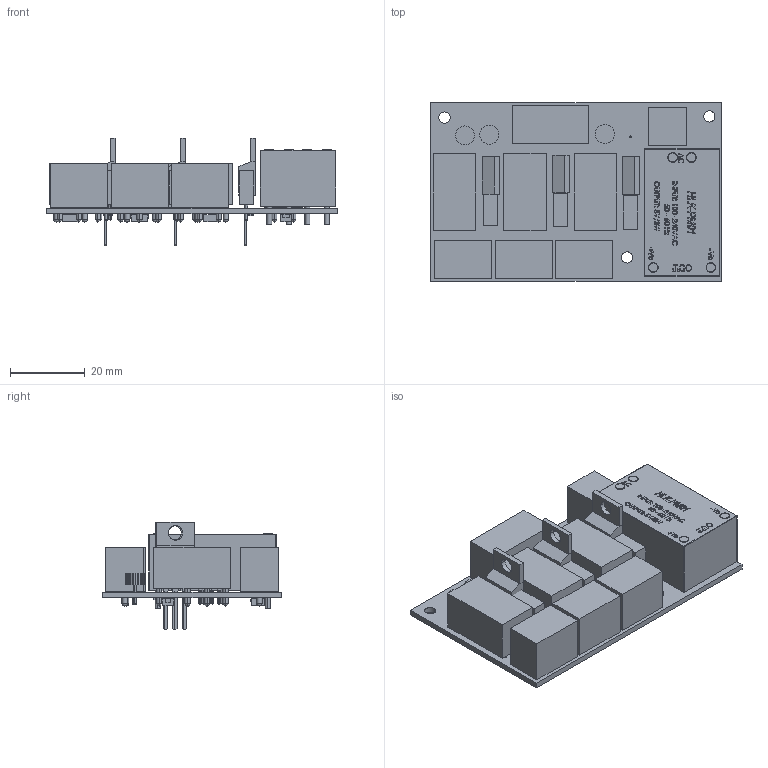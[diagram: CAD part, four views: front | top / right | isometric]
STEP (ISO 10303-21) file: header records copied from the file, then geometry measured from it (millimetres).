
FILE_DESCRIPTION(('PCB Model'),'2;1');
FILE_NAME('NivelBoard.STEP','2021-06-21T14:05:22',( 'USUARIO'),('Unspecified'),'Open CASCADE STEP processor 6.8', 'Proteus','Unknown');
FILE_SCHEMA(('AUTOMOTIVE_DESIGN { 1 0 10303 214 1 1 1 1 }'));
Length unit declared in the file: millimetre
Products named in the file (79): Open CASCADE STEP translator 6.8 1; Layer_1; J1; Open CASCADE STEP translator 6.8 1.2.1; Body_1; Pin_1; Pin_2; Pin_3; Pin_4; LOW; Open CASCADE STEP translator 6.8 1.3.1; J3; Open CASCADE STEP translator 6.8 1.4.1; HIGH; MIDDLE; Q2; Open CASCADE STEP translator 6.8 1.7.1; RL1; Open CASCADE STEP translator 6.8 1.8.1; Pin_5; Pin_6; Pin_7; Pin_8; R2; Open CASCADE STEP translator 6.8 1.9.1; RV1; Open CASCADE STEP translator 6.8 1.10.1; PW1; Open CASCADE STEP translator 6.8 1.11.1; C1; Open CASCADE STEP translator 6.8 1.12.1; RL2; Q1; Open CASCADE STEP translator 6.8 1.14.1; D3; Open CASCADE STEP translator 6.8 1.15.1; R3; RV2; RL5; RV3 ...
Assembly tree (92 placements, depth 4):
  Open CASCADE STEP translator 6.8 1
    Layer_1
    J1
      Open CASCADE STEP translator 6.8 1.2.1
        Body_1
        Pin_1
        Pin_2
        Pin_3
        Pin_4
    LOW
      Open CASCADE STEP translator 6.8 1.3.1
        Body_1
        Pin_1
        Pin_2
        Pin_3
    J3
      Open CASCADE STEP translator 6.8 1.4.1
        Body_1
        Pin_1
        Pin_2
    HIGH
      Open CASCADE STEP translator 6.8 1.3.1
        Body_1
        Pin_1
        Pin_2
        Pin_3
    MIDDLE
      Open CASCADE STEP translator 6.8 1.3.1
        Body_1
        Pin_1
        Pin_2
        Pin_3
    Q2
      Open CASCADE STEP translator 6.8 1.7.1
        Body_1
    RL1
      Open CASCADE STEP translator 6.8 1.8.1
        Body_1
        Pin_1
        Pin_2
        Pin_3
        Pin_4
        Pin_5
        Pin_6
        Pin_7
        Pin_8
    R2
      Open CASCADE STEP translator 6.8 1.9.1
        Body_1
        Pin_1
        Pin_2
    RV1
      Open CASCADE STEP translator 6.8 1.10.1
        Body_1
        Pin_1
        Pin_2
        Pin_3
    PW1
      Open CASCADE STEP translator 6.8 1.11.1
        Body_1
Bounding box: 77.7 x 47.8 x 28.62 mm (x, y, z)
Volume: 35860.5 mm3; surface area: 24586.4 mm2
Topology: 94 solids, 94 shells, 1706 faces, 4399 edges, 2752 vertices
Faces by surface type: plane 923, cylinder 308, bspline 247, sphere 220, torus 8
Entity records: 58210 total; most frequent: CARTESIAN_POINT 21996, ORIENTED_EDGE 5930, DIRECTION 4848, EDGE_CURVE 2965, VERTEX_POINT 1960, LINE 1820, VECTOR 1820, AXIS2_PLACEMENT_3D 1514
